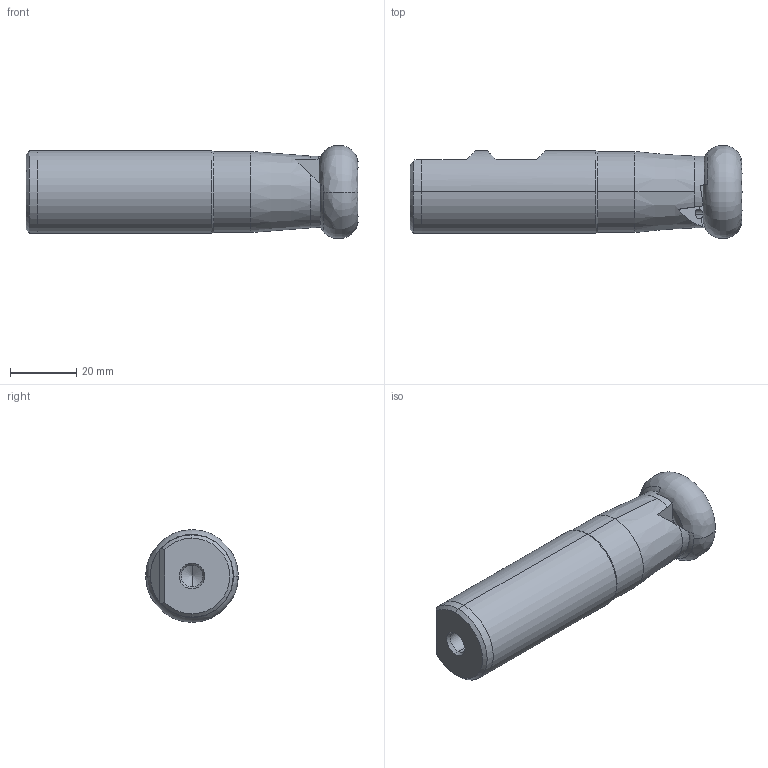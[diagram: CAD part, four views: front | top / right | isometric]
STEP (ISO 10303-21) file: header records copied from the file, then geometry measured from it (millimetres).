
FILE_DESCRIPTION (( 'STEP AP214' ), '1' );
FILE_NAME ('00RN_28_124_2.STEP', '2016-09-02T08:12:20', ( '' ), ( '' ), 'SwSTEP 2.0', 'SolidWorks 2016', '' );
FILE_SCHEMA (( 'AUTOMOTIVE_DESIGN' ));
Length unit declared in the file: millimetre
Products named in the file (1): 00RN_28_124_2
Bounding box: 99.99 x 27.96 x 27.96 mm (x, y, z)
Volume: 43056 mm3; surface area: 11046.5 mm2
Topology: 1 solids, 1 shells, 65 faces, 193 edges, 122 vertices
Faces by surface type: cylinder 23, plane 22, cone 14, bspline 4, torus 2
Entity records: 4198 total; most frequent: CARTESIAN_POINT 2499, ORIENTED_EDGE 382, DIRECTION 296, EDGE_CURVE 191, VERTEX_POINT 122, AXIS2_PLACEMENT_3D 121, EDGE_LOOP 67, ADVANCED_FACE 65
